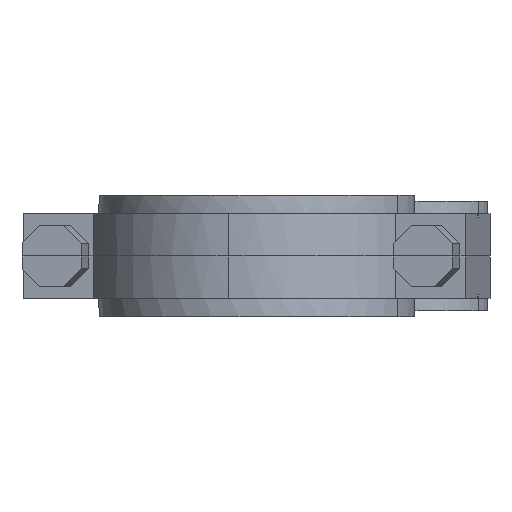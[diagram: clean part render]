
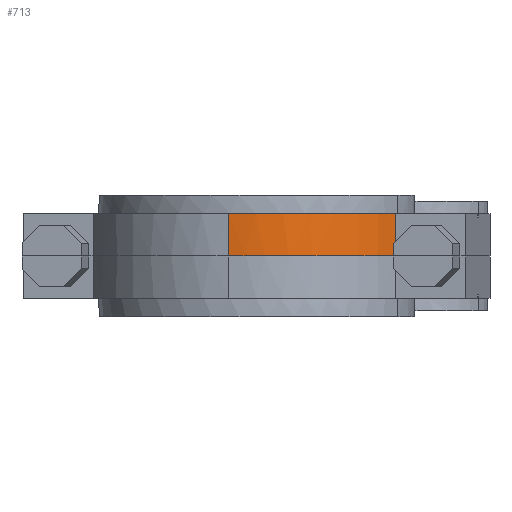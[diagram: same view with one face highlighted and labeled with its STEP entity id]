
A CAD part, left-side view. The second image highlights one B-rep face of the part: STEP entity #713.
In plain terms, the highlighted cylindrical face has radius 28 mm (diameter 56 mm), a partial arc.
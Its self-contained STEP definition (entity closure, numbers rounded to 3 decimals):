
#407=CARTESIAN_POINT('POINT39',(0.007,
   27.744,20.));
#408=VERTEX_POINT('VERTEX39',#407);
#415=CARTESIAN_POINT('POINT40',(0.007,
   27.744,27.));
#416=VERTEX_POINT('VERTEX40',#415);
#417=B_SPLINE_CURVE_WITH_KNOTS('SPLINE_CRV7',1,(#418,#419),.UNSPECIFIED.
   ,.F.,.F.,(2,2),(0.,1.),.UNSPECIFIED.);
#418=CARTESIAN_POINT('',(0.007,27.744,
   20.));
#419=CARTESIAN_POINT('',(0.007,27.744,
   27.));
#420=EDGE_CURVE('EDGE45',#408,#416,#417,.T.);
#682=CARTESIAN_POINT('POINT55',(11.612,
   0.118,20.));
#683=VERTEX_POINT('VERTEX55',#682);
#684=(BOUNDED_CURVE() B_SPLINE_CURVE(2,(#685,#686,#687),.UNSPECIFIED.,
   .F.,.F.) B_SPLINE_CURVE_WITH_KNOTS((3,3),(0.,1.),
   .UNSPECIFIED.) CURVE() GEOMETRIC_REPRESENTATION_ITEM() 
   RATIONAL_B_SPLINE_CURVE((1.,0.845,1.)) 
   REPRESENTATION_ITEM('SPLINE_CRV14'));
#685=CARTESIAN_POINT('',(11.612,0.118,
   20.));
#686=CARTESIAN_POINT('',(-2.939,10.256,
   20.));
#687=CARTESIAN_POINT('',(0.007,27.744,
   20.));
#688=EDGE_CURVE('EDGE70',#683,#408,#684,.T.);
#689=ORIENTED_EDGE('COEDGE96',*,*,#688,.F.);
#690=CARTESIAN_POINT('POINT56',(11.612,
   0.118,27.));
#691=VERTEX_POINT('VERTEX56',#690);
#692=CARTESIAN_POINT('POS69',(11.612,0.118,
   21.4));
#693=DIRECTION('DIR94',(0.,0.,
   -1.));
#694=VECTOR('VEC44',#693,1.);
#695=LINE('STRAIGHT44',#692,#694);
#696=EDGE_CURVE('EDGE71',#691,#683,#695,.T.);
#697=ORIENTED_EDGE('COEDGE97',*,*,#696,.F.);
#698=CARTESIAN_POINT('POS70',(27.618,
   23.092,27.));
#699=DIRECTION('DIR95',(0.,0.,
   -1.));
#700=DIRECTION('DIR96',(0.387,-0.922,
   0.));
#701=AXIS2_PLACEMENT_3D('AXIS26',#698,#699,#700);
#702=CIRCLE('ELLIPSE7',#701,28.);
#703=EDGE_CURVE('EDGE72',#416,#691,#702,.F.);
#704=ORIENTED_EDGE('COEDGE98',*,*,#703,.F.);
#705=ORIENTED_EDGE('COEDGE99',*,*,#420,.F.);
#706=EDGE_LOOP('NONE',(#689,#697,#704,#705));
#707=FACE_BOUND('LOOP1',#706,.T.);
#708=CARTESIAN_POINT('POS71',(27.618,
   23.092,21.4));
#709=DIRECTION('DIR97',(0.,0.,
   -1.));
#710=DIRECTION('DIR98',(0.387,-0.922,
   0.));
#711=AXIS2_PLACEMENT_3D('AXIS27',#708,#709,#710);
#712=CYLINDRICAL_SURFACE('CONE_SURF3',#711,28.);
#713=ADVANCED_FACE('FACE22',(#707),#712,.T.);
